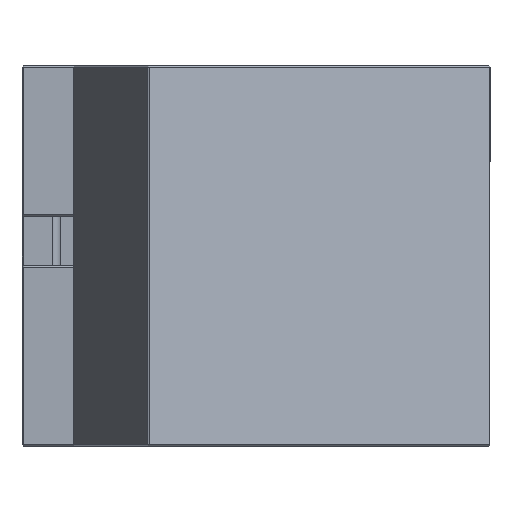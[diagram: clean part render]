
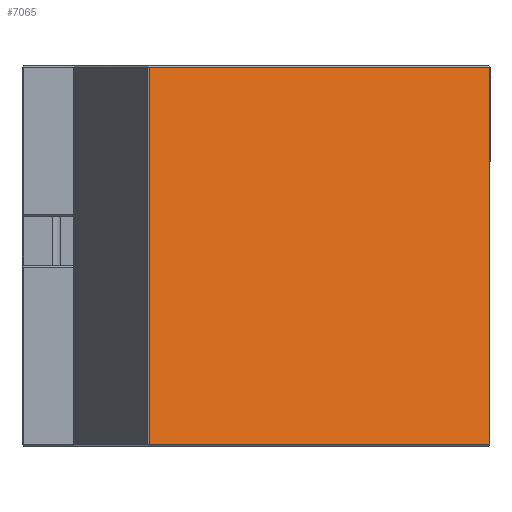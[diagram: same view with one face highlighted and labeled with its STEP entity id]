
A CAD part, left-side view. The second image highlights one B-rep face of the part: STEP entity #7065.
In plain terms, the highlighted face is planar.
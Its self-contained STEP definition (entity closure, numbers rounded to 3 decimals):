
#1026 = FACE_OUTER_BOUND ( 'NONE', #9915, .T. ) ;
#1168 = CARTESIAN_POINT ( 'NONE',  ( 23.131, 22.5, -20.556 ) ) ;
#1171 = LINE ( 'NONE', #8235, #4532 ) ;
#1544 = VERTEX_POINT ( 'NONE', #5465 ) ;
#1548 = CARTESIAN_POINT ( 'NONE',  ( -26.669, 22.5, -20.556 ) ) ;
#1893 = EDGE_CURVE ( 'NONE', #14389, #12144, #6743, .T. ) ;
#2815 = PLANE ( 'NONE',  #4513 ) ;
#3961 = DIRECTION ( 'NONE',  ( 0., 1., 0. ) ) ;
#4104 = ORIENTED_EDGE ( 'NONE', *, *, #14403, .T. ) ;
#4513 = AXIS2_PLACEMENT_3D ( 'NONE', #6444, #3961, #14440 ) ;
#4532 = VECTOR ( 'NONE', #12763, 1000. ) ;
#5250 = DIRECTION ( 'NONE',  ( 0., 0., 1. ) ) ;
#5444 = ORIENTED_EDGE ( 'NONE', *, *, #5505, .T. ) ;
#5465 = CARTESIAN_POINT ( 'NONE',  ( -26.469, 22.5, 29.044 ) ) ;
#5505 = EDGE_CURVE ( 'NONE', #1544, #5566, #10376, .T. ) ;
#5566 = VERTEX_POINT ( 'NONE', #13737 ) ;
#6444 = CARTESIAN_POINT ( 'NONE',  ( 0., 22.5, 0. ) ) ;
#6743 = LINE ( 'NONE', #1548, #7100 ) ;
#7065 = ADVANCED_FACE ( 'NONE', ( #1026 ), #2815, .T. ) ;
#7100 = VECTOR ( 'NONE', #11885, 1000. ) ;
#7178 = EDGE_CURVE ( 'NONE', #12144, #1544, #13578, .T. ) ;
#7422 = CARTESIAN_POINT ( 'NONE',  ( -26.469, 22.5, 29.244 ) ) ;
#8235 = CARTESIAN_POINT ( 'NONE',  ( 23.131, 22.5, -20.756 ) ) ;
#9044 = CARTESIAN_POINT ( 'NONE',  ( -26.469, 22.5, -20.556 ) ) ;
#9915 = EDGE_LOOP ( 'NONE', ( #14516, #12861, #5444, #4104 ) ) ;
#9966 = CARTESIAN_POINT ( 'NONE',  ( 23.331, 22.5, 29.044 ) ) ;
#10376 = LINE ( 'NONE', #9966, #11647 ) ;
#10520 = VECTOR ( 'NONE', #5250, 1000. ) ;
#11647 = VECTOR ( 'NONE', #14463, 1000. ) ;
#11885 = DIRECTION ( 'NONE',  ( -1., 0., 0. ) ) ;
#12144 = VERTEX_POINT ( 'NONE', #9044 ) ;
#12763 = DIRECTION ( 'NONE',  ( 0., 0., -1. ) ) ;
#12861 = ORIENTED_EDGE ( 'NONE', *, *, #7178, .T. ) ;
#13578 = LINE ( 'NONE', #7422, #10520 ) ;
#13737 = CARTESIAN_POINT ( 'NONE',  ( 23.131, 22.5, 29.044 ) ) ;
#14389 = VERTEX_POINT ( 'NONE', #1168 ) ;
#14403 = EDGE_CURVE ( 'NONE', #5566, #14389, #1171, .T. ) ;
#14440 = DIRECTION ( 'NONE',  ( 0., 0., 1. ) ) ;
#14463 = DIRECTION ( 'NONE',  ( 1., 0., 0. ) ) ;
#14516 = ORIENTED_EDGE ( 'NONE', *, *, #1893, .T. ) ;
